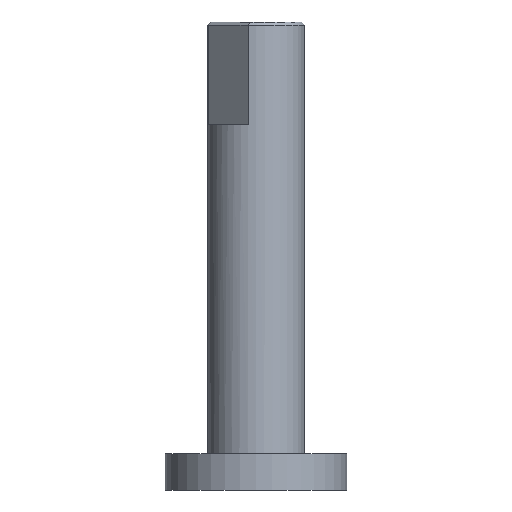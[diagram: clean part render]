
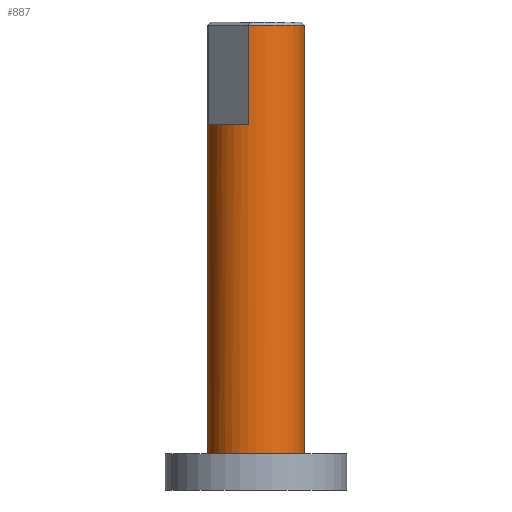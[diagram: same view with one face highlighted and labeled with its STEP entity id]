
A CAD part, front view. The second image highlights one B-rep face of the part: STEP entity #887.
In plain terms, the highlighted cylindrical face has radius 8 mm (diameter 16 mm), a partial arc.
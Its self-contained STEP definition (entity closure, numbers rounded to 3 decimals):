
#1 = CARTESIAN_POINT ( 'NONE',  ( 0., 0., 6. ) ) ;
#25 = DIRECTION ( 'NONE',  ( 1., 0., 0. ) ) ;
#26 = EDGE_LOOP ( 'NONE', ( #206, #547, #897, #854, #433, #952, #749, #171 ) ) ;
#57 = DIRECTION ( 'NONE',  ( -1., 0., 0. ) ) ;
#61 = CARTESIAN_POINT ( 'NONE',  ( -7.894, -1.298, 60.5 ) ) ;
#100 = CARTESIAN_POINT ( 'NONE',  ( -1.298, -7.894, 51.173 ) ) ;
#114 = AXIS2_PLACEMENT_3D ( 'NONE', #274, #876, #455 ) ;
#150 = CARTESIAN_POINT ( 'NONE',  ( -8., 0., 77. ) ) ;
#157 = VERTEX_POINT ( 'NONE', #150 ) ;
#171 = ORIENTED_EDGE ( 'NONE', *, *, #583, .T. ) ;
#191 = EDGE_CURVE ( 'NONE', #638, #866, #927, .T. ) ;
#201 = CIRCLE ( 'NONE', #442, 8. ) ;
#206 = ORIENTED_EDGE ( 'NONE', *, *, #766, .F. ) ;
#217 = DIRECTION ( 'NONE',  ( 0., 0., -1. ) ) ;
#259 = CARTESIAN_POINT ( 'NONE',  ( 8., 0., 77.5 ) ) ;
#274 = CARTESIAN_POINT ( 'NONE',  ( 0., 0., 77. ) ) ;
#290 = CARTESIAN_POINT ( 'NONE',  ( -7.894, -1.298, 77. ) ) ;
#300 = DIRECTION ( 'NONE',  ( -1., 0., 0. ) ) ;
#352 = CARTESIAN_POINT ( 'NONE',  ( 0., 0., 77. ) ) ;
#408 = CYLINDRICAL_SURFACE ( 'NONE', #1338, 8. ) ;
#426 = DIRECTION ( 'NONE',  ( 0., 0., 1. ) ) ;
#433 = ORIENTED_EDGE ( 'NONE', *, *, #1086, .T. ) ;
#442 = AXIS2_PLACEMENT_3D ( 'NONE', #352, #774, #764 ) ;
#445 = CARTESIAN_POINT ( 'NONE',  ( 0., 0., 60.5 ) ) ;
#455 = DIRECTION ( 'NONE',  ( 1., 0., 0. ) ) ;
#495 = VERTEX_POINT ( 'NONE', #699 ) ;
#528 = CARTESIAN_POINT ( 'NONE',  ( -8., 0., 6. ) ) ;
#544 = EDGE_CURVE ( 'NONE', #157, #1001, #1144, .T. ) ;
#547 = ORIENTED_EDGE ( 'NONE', *, *, #713, .T. ) ;
#570 = VERTEX_POINT ( 'NONE', #631 ) ;
#583 = EDGE_CURVE ( 'NONE', #1001, #495, #1309, .T. ) ;
#590 = DIRECTION ( 'NONE',  ( 0., 0., 1. ) ) ;
#631 = CARTESIAN_POINT ( 'NONE',  ( 8., 0., 77. ) ) ;
#638 = VERTEX_POINT ( 'NONE', #61 ) ;
#673 = DIRECTION ( 'NONE',  ( 0., 0., -1. ) ) ;
#694 = EDGE_CURVE ( 'NONE', #812, #157, #709, .T. ) ;
#699 = CARTESIAN_POINT ( 'NONE',  ( 8., 0., 6. ) ) ;
#709 = CIRCLE ( 'NONE', #114, 8. ) ;
#713 = EDGE_CURVE ( 'NONE', #570, #1264, #201, .T. ) ;
#749 = ORIENTED_EDGE ( 'NONE', *, *, #544, .T. ) ;
#764 = DIRECTION ( 'NONE',  ( 1., 0., 0. ) ) ;
#766 = EDGE_CURVE ( 'NONE', #570, #495, #980, .T. ) ;
#774 = DIRECTION ( 'NONE',  ( 0., 0., -1. ) ) ;
#812 = VERTEX_POINT ( 'NONE', #290 ) ;
#818 = DIRECTION ( 'NONE',  ( 0., 0., -1. ) ) ;
#854 = ORIENTED_EDGE ( 'NONE', *, *, #191, .F. ) ;
#859 = VECTOR ( 'NONE', #933, 1000. ) ;
#866 = VERTEX_POINT ( 'NONE', #1029 ) ;
#876 = DIRECTION ( 'NONE',  ( 0., 0., -1. ) ) ;
#884 = EDGE_CURVE ( 'NONE', #866, #1264, #917, .T. ) ;
#887 = ADVANCED_FACE ( 'NONE', ( #922 ), #408, .T. ) ;
#897 = ORIENTED_EDGE ( 'NONE', *, *, #884, .F. ) ;
#917 = LINE ( 'NONE', #100, #859 ) ;
#922 = FACE_OUTER_BOUND ( 'NONE', #26, .T. ) ;
#927 = CIRCLE ( 'NONE', #1280, 8. ) ;
#933 = DIRECTION ( 'NONE',  ( 0., 0., 1. ) ) ;
#945 = AXIS2_PLACEMENT_3D ( 'NONE', #1, #426, #25 ) ;
#952 = ORIENTED_EDGE ( 'NONE', *, *, #694, .T. ) ;
#980 = LINE ( 'NONE', #259, #1136 ) ;
#993 = DIRECTION ( 'NONE',  ( 0., 0., 1. ) ) ;
#1001 = VERTEX_POINT ( 'NONE', #528 ) ;
#1022 = LINE ( 'NONE', #1114, #1046 ) ;
#1029 = CARTESIAN_POINT ( 'NONE',  ( -1.298, -7.894, 60.5 ) ) ;
#1046 = VECTOR ( 'NONE', #590, 1000. ) ;
#1068 = CARTESIAN_POINT ( 'NONE',  ( -8., 0., 77.5 ) ) ;
#1070 = VECTOR ( 'NONE', #217, 1000. ) ;
#1086 = EDGE_CURVE ( 'NONE', #638, #812, #1022, .T. ) ;
#1114 = CARTESIAN_POINT ( 'NONE',  ( -7.894, -1.298, 51.173 ) ) ;
#1136 = VECTOR ( 'NONE', #673, 1000. ) ;
#1144 = LINE ( 'NONE', #1068, #1070 ) ;
#1148 = CARTESIAN_POINT ( 'NONE',  ( -1.298, -7.894, 77. ) ) ;
#1264 = VERTEX_POINT ( 'NONE', #1148 ) ;
#1280 = AXIS2_PLACEMENT_3D ( 'NONE', #445, #993, #57 ) ;
#1309 = CIRCLE ( 'NONE', #945, 8. ) ;
#1321 = CARTESIAN_POINT ( 'NONE',  ( 0., 0., 77.5 ) ) ;
#1338 = AXIS2_PLACEMENT_3D ( 'NONE', #1321, #818, #300 ) ;
